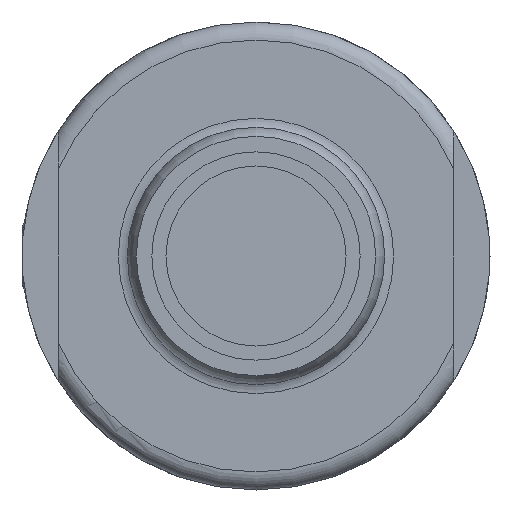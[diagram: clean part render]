
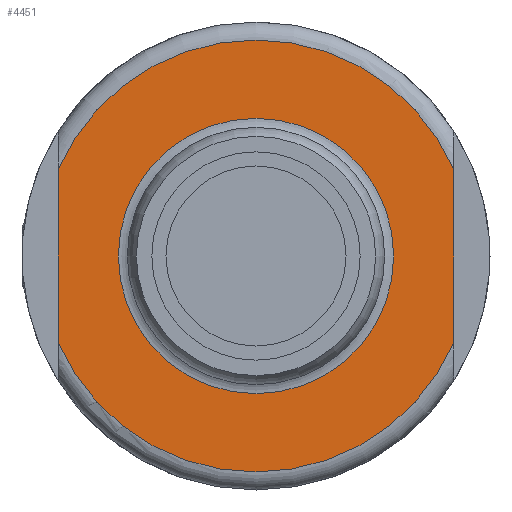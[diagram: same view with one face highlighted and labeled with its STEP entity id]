
A CAD part, left-side view. The second image highlights one B-rep face of the part: STEP entity #4451.
In plain terms, the highlighted planar face has unit normal (-1, 0, 0).
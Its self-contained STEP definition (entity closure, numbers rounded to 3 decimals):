
#156=PLANE('',#5075);
#213=FACE_BOUND('',#1415,.T.);
#570=LINE('',#15845,#747);
#571=LINE('',#15846,#748);
#747=VECTOR('',#6379,1000.);
#748=VECTOR('',#6380,1000.);
#1121=FACE_OUTER_BOUND('',#1414,.T.);
#1414=EDGE_LOOP('',(#4160,#4161,#4162,#4163));
#1415=EDGE_LOOP('',(#4164,#4165));
#1697=CIRCLE('',#5010,12.);
#1739=CIRCLE('',#5067,7.65);
#1740=CIRCLE('',#5068,7.65);
#1741=CIRCLE('',#5070,12.);
#2183=VERTEX_POINT('',#15675);
#2184=VERTEX_POINT('',#15688);
#2222=VERTEX_POINT('',#15807);
#2223=VERTEX_POINT('',#15809);
#2224=VERTEX_POINT('',#15813);
#2225=VERTEX_POINT('',#15826);
#2813=EDGE_CURVE('',#2184,#2183,#1697,.T.);
#2869=EDGE_CURVE('',#2222,#2223,#1739,.T.);
#2870=EDGE_CURVE('',#2223,#2222,#1740,.T.);
#2872=EDGE_CURVE('',#2225,#2224,#1741,.T.);
#2874=EDGE_CURVE('',#2224,#2184,#570,.T.);
#2875=EDGE_CURVE('',#2183,#2225,#571,.T.);
#4160=ORIENTED_EDGE('',*,*,#2872,.T.);
#4161=ORIENTED_EDGE('',*,*,#2874,.T.);
#4162=ORIENTED_EDGE('',*,*,#2813,.T.);
#4163=ORIENTED_EDGE('',*,*,#2875,.T.);
#4164=ORIENTED_EDGE('',*,*,#2870,.F.);
#4165=ORIENTED_EDGE('',*,*,#2869,.F.);
#4451=ADVANCED_FACE('',(#1121,#213),#156,.F.);
#5010=AXIS2_PLACEMENT_3D('',#15689,#6234,#6235);
#5067=AXIS2_PLACEMENT_3D('',#15810,#6361,#6362);
#5068=AXIS2_PLACEMENT_3D('',#15811,#6363,#6364);
#5070=AXIS2_PLACEMENT_3D('',#15827,#6367,#6368);
#5075=AXIS2_PLACEMENT_3D('',#15844,#6377,#6378);
#6234=DIRECTION('center_axis',(-1.,0.,0.));
#6235=DIRECTION('ref_axis',(0.,0.,
-1.));
#6361=DIRECTION('center_axis',(-1.,0.,0.));
#6362=DIRECTION('ref_axis',(0.,0.,
-1.));
#6363=DIRECTION('center_axis',(-1.,0.,0.));
#6364=DIRECTION('ref_axis',(0.,0.,
-1.));
#6367=DIRECTION('center_axis',(-1.,0.,0.));
#6368=DIRECTION('ref_axis',(0.,0.,
-1.));
#6377=DIRECTION('center_axis',(1.,0.,0.));
#6378=DIRECTION('ref_axis',(0.,0.,
1.));
#6379=DIRECTION('',(0.,0.,-1.));
#6380=DIRECTION('',(0.,0.,1.));
#15675=CARTESIAN_POINT('',(-9.3,-11.,-4.796));
#15688=CARTESIAN_POINT('',(-9.3,11.,-4.796));
#15689=CARTESIAN_POINT('Origin',(-9.3,0.,0.));
#15807=CARTESIAN_POINT('',(-9.3,0.,7.65));
#15809=CARTESIAN_POINT('',(-9.3,0.,-7.65));
#15810=CARTESIAN_POINT('Origin',(-9.3,0.,0.));
#15811=CARTESIAN_POINT('Origin',(-9.3,0.,0.));
#15813=CARTESIAN_POINT('',(-9.3,11.,4.796));
#15826=CARTESIAN_POINT('',(-9.3,-11.,4.796));
#15827=CARTESIAN_POINT('Origin',(-9.3,0.,0.));
#15844=CARTESIAN_POINT('Origin',(-9.3,-7.65,0.));
#15845=CARTESIAN_POINT('',(-9.3,11.,0.));
#15846=CARTESIAN_POINT('',(-9.3,-11.,0.));
